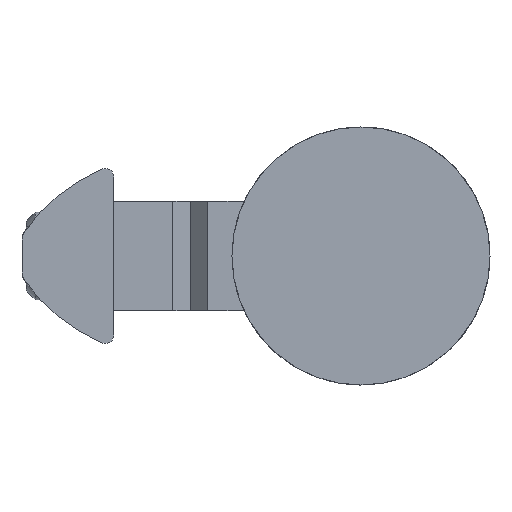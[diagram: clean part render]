
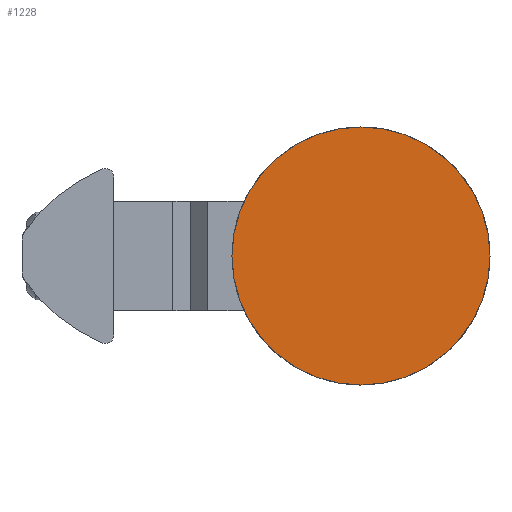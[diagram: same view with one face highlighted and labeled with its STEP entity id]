
A CAD part, front view. The second image highlights one B-rep face of the part: STEP entity #1228.
In plain terms, the highlighted planar face has unit normal (0, -1, 0).
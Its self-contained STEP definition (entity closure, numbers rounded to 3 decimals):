
#95=PLANE('',#1452);
#164=FACE_OUTER_BOUND('',#239,.T.);
#239=EDGE_LOOP('',(#1115));
#283=CIRCLE('',#1413,5.9);
#579=VERTEX_POINT('',#2128);
#728=EDGE_CURVE('',#579,#579,#283,.T.);
#1115=ORIENTED_EDGE('',*,*,#728,.T.);
#1228=ADVANCED_FACE('',(#164),#95,.F.);
#1413=AXIS2_PLACEMENT_3D('',#2129,#1672,#1673);
#1452=AXIS2_PLACEMENT_3D('',#2302,#1790,#1791);
#1672=DIRECTION('center_axis',(0.,-1.,0.));
#1673=DIRECTION('ref_axis',(0.,0.,-1.));
#1790=DIRECTION('center_axis',(0.,1.,0.));
#1791=DIRECTION('ref_axis',(0.,0.,1.));
#2128=CARTESIAN_POINT('',(0.,0.,5.9));
#2129=CARTESIAN_POINT('Origin',(0.,0.,0.));
#2302=CARTESIAN_POINT('Origin',(5.9,0.,0.));
